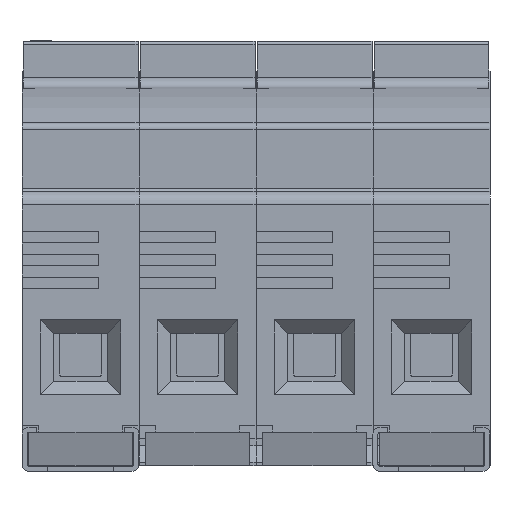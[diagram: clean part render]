
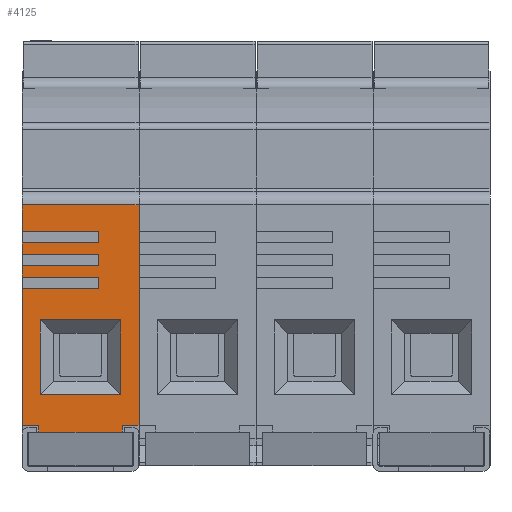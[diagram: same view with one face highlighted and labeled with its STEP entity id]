
A CAD part, front view. The second image highlights one B-rep face of the part: STEP entity #4125.
In plain terms, the highlighted planar face has unit normal (0, -1, 0).
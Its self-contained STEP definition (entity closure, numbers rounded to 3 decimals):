
#171=DIRECTION('',(0.,0.,-1.));
#172=VECTOR('',#171,4.);
#173=CARTESIAN_POINT('',(0.,-58.2,35.));
#174=LINE('',#173,#172);
#192=DIRECTION('',(0.,0.,-1.));
#193=VECTOR('',#192,1.7);
#194=CARTESIAN_POINT('',(0.,-58.2,29.3));
#195=LINE('',#194,#193);
#213=DIRECTION('',(0.,0.,-1.));
#214=VECTOR('',#213,1.7);
#215=CARTESIAN_POINT('',(0.,-58.2,25.9));
#216=LINE('',#215,#214);
#234=DIRECTION('',(0.,0.,-1.));
#235=VECTOR('',#234,20.5);
#236=CARTESIAN_POINT('',(0.,-58.2,22.5));
#237=LINE('',#236,#235);
#1469=DIRECTION('',(1.,0.,0.));
#1470=VECTOR('',#1469,2.5);
#1471=CARTESIAN_POINT('',(0.,-58.2,2.));
#1472=LINE('',#1471,#1470);
#1490=DIRECTION('',(0.,0.,1.));
#1491=VECTOR('',#1490,1.);
#1492=CARTESIAN_POINT('',(2.5,-58.2,1.));
#1493=LINE('',#1492,#1491);
#1497=DIRECTION('',(1.,0.,0.));
#1498=VECTOR('',#1497,11.5);
#1499=CARTESIAN_POINT('',(0.,-58.2,22.5));
#1500=LINE('',#1499,#1498);
#1504=DIRECTION('',(1.,0.,0.));
#1505=VECTOR('',#1504,11.5);
#1506=CARTESIAN_POINT('',(0.,-58.2,25.9));
#1507=LINE('',#1506,#1505);
#1511=DIRECTION('',(1.,0.,0.));
#1512=VECTOR('',#1511,11.5);
#1513=CARTESIAN_POINT('',(0.,-58.2,29.3));
#1514=LINE('',#1513,#1512);
#1518=DIRECTION('',(0.,0.,-1.));
#1519=VECTOR('',#1518,33.);
#1520=CARTESIAN_POINT('',(17.5,-58.2,35.));
#1521=LINE('',#1520,#1519);
#1525=DIRECTION('',(-1.,0.,0.));
#1526=VECTOR('',#1525,2.5);
#1527=CARTESIAN_POINT('',(17.5,-58.2,2.));
#1528=LINE('',#1527,#1526);
#1602=DIRECTION('',(1.,0.,0.));
#1603=VECTOR('',#1602,12.5);
#1604=CARTESIAN_POINT('',(2.5,-58.2,1.));
#1605=LINE('',#1604,#1603);
#1658=DIRECTION('',(0.,0.,1.));
#1659=VECTOR('',#1658,1.);
#1660=CARTESIAN_POINT('',(15.,-58.2,1.));
#1661=LINE('',#1660,#1659);
#1763=DIRECTION('',(1.,0.,0.));
#1764=VECTOR('',#1763,11.5);
#1765=CARTESIAN_POINT('',(0.,-58.2,24.2));
#1766=LINE('',#1765,#1764);
#1777=DIRECTION('',(0.,0.,-1.));
#1778=VECTOR('',#1777,1.7);
#1779=CARTESIAN_POINT('',(11.5,-58.2,24.2));
#1780=LINE('',#1779,#1778);
#1819=DIRECTION('',(1.,0.,0.));
#1820=VECTOR('',#1819,11.5);
#1821=CARTESIAN_POINT('',(0.,-58.2,27.6));
#1822=LINE('',#1821,#1820);
#1833=DIRECTION('',(0.,0.,-1.));
#1834=VECTOR('',#1833,1.7);
#1835=CARTESIAN_POINT('',(11.5,-58.2,27.6));
#1836=LINE('',#1835,#1834);
#1875=DIRECTION('',(1.,0.,0.));
#1876=VECTOR('',#1875,11.5);
#1877=CARTESIAN_POINT('',(0.,-58.2,31.));
#1878=LINE('',#1877,#1876);
#1889=DIRECTION('',(0.,0.,-1.));
#1890=VECTOR('',#1889,1.7);
#1891=CARTESIAN_POINT('',(11.5,-58.2,31.));
#1892=LINE('',#1891,#1890);
#1896=DIRECTION('',(-1.,0.,0.));
#1897=VECTOR('',#1896,17.5);
#1898=CARTESIAN_POINT('',(17.5,-58.2,35.));
#1899=LINE('',#1898,#1897);
#2094=DIRECTION('',(0.,0.,-1.));
#2095=VECTOR('',#2094,11.2);
#2096=CARTESIAN_POINT('',(14.75,-58.2,17.8));
#2097=LINE('',#2096,#2095);
#2192=DIRECTION('',(1.,0.,0.));
#2193=VECTOR('',#2192,12.);
#2194=CARTESIAN_POINT('',(2.75,-58.2,17.8));
#2195=LINE('',#2194,#2193);
#2206=DIRECTION('',(0.,0.,1.));
#2207=VECTOR('',#2206,11.2);
#2208=CARTESIAN_POINT('',(2.75,-58.2,6.6));
#2209=LINE('',#2208,#2207);
#2220=DIRECTION('',(-1.,0.,0.));
#2221=VECTOR('',#2220,12.);
#2222=CARTESIAN_POINT('',(14.75,-58.2,6.6));
#2223=LINE('',#2222,#2221);
#2649=CARTESIAN_POINT('',(0.,-58.2,35.));
#2650=VERTEX_POINT('',#2649);
#2651=CARTESIAN_POINT('',(0.,-58.2,31.));
#2652=VERTEX_POINT('',#2651);
#2657=CARTESIAN_POINT('',(0.,-58.2,29.3));
#2658=VERTEX_POINT('',#2657);
#2659=CARTESIAN_POINT('',(0.,-58.2,27.6));
#2660=VERTEX_POINT('',#2659);
#2665=CARTESIAN_POINT('',(0.,-58.2,25.9));
#2666=VERTEX_POINT('',#2665);
#2667=CARTESIAN_POINT('',(0.,-58.2,24.2));
#2668=VERTEX_POINT('',#2667);
#2673=CARTESIAN_POINT('',(0.,-58.2,22.5));
#2674=VERTEX_POINT('',#2673);
#2675=CARTESIAN_POINT('',(0.,-58.2,2.));
#2676=VERTEX_POINT('',#2675);
#2888=CARTESIAN_POINT('',(17.5,-58.2,2.));
#2889=VERTEX_POINT('',#2888);
#2890=CARTESIAN_POINT('',(17.5,-58.2,35.));
#2891=VERTEX_POINT('',#2890);
#2940=CARTESIAN_POINT('',(2.5,-58.2,2.));
#2941=VERTEX_POINT('',#2940);
#2942=CARTESIAN_POINT('',(2.5,-58.2,1.));
#2943=VERTEX_POINT('',#2942);
#2944=CARTESIAN_POINT('',(11.5,-58.2,22.5));
#2945=VERTEX_POINT('',#2944);
#2946=CARTESIAN_POINT('',(11.5,-58.2,24.2));
#2947=VERTEX_POINT('',#2946);
#2948=CARTESIAN_POINT('',(11.5,-58.2,25.9));
#2949=VERTEX_POINT('',#2948);
#2950=CARTESIAN_POINT('',(11.5,-58.2,27.6));
#2951=VERTEX_POINT('',#2950);
#2952=CARTESIAN_POINT('',(11.5,-58.2,29.3));
#2953=VERTEX_POINT('',#2952);
#2954=CARTESIAN_POINT('',(11.5,-58.2,31.));
#2955=VERTEX_POINT('',#2954);
#2956=CARTESIAN_POINT('',(15.,-58.2,2.));
#2957=VERTEX_POINT('',#2956);
#2958=CARTESIAN_POINT('',(15.,-58.2,1.));
#2959=VERTEX_POINT('',#2958);
#2960=CARTESIAN_POINT('',(14.75,-58.2,17.8));
#2961=CARTESIAN_POINT('',(14.75,-58.2,6.6));
#2962=VERTEX_POINT('',#2960);
#2963=VERTEX_POINT('',#2961);
#2964=CARTESIAN_POINT('',(2.75,-58.2,17.8));
#2965=VERTEX_POINT('',#2964);
#2966=CARTESIAN_POINT('',(2.75,-58.2,6.6));
#2967=VERTEX_POINT('',#2966);
#4074=CARTESIAN_POINT('',(0.,-58.2,37.));
#4075=DIRECTION('',(0.,-1.,0.));
#4076=DIRECTION('',(0.,0.,-1.));
#4077=AXIS2_PLACEMENT_3D('',#4074,#4075,#4076);
#4078=PLANE('',#4077);
#4080=ORIENTED_EDGE('',*,*,#4079,.T.);
#4081=ORIENTED_EDGE('',*,*,#4066,.F.);
#4082=ORIENTED_EDGE('',*,*,#3137,.F.);
#4084=ORIENTED_EDGE('',*,*,#4083,.T.);
#4086=ORIENTED_EDGE('',*,*,#4085,.F.);
#4088=ORIENTED_EDGE('',*,*,#4087,.F.);
#4089=ORIENTED_EDGE('',*,*,#3129,.F.);
#4091=ORIENTED_EDGE('',*,*,#4090,.T.);
#4093=ORIENTED_EDGE('',*,*,#4092,.F.);
#4095=ORIENTED_EDGE('',*,*,#4094,.F.);
#4096=ORIENTED_EDGE('',*,*,#3121,.F.);
#4098=ORIENTED_EDGE('',*,*,#4097,.T.);
#4100=ORIENTED_EDGE('',*,*,#4099,.F.);
#4102=ORIENTED_EDGE('',*,*,#4101,.F.);
#4103=ORIENTED_EDGE('',*,*,#3113,.F.);
#4105=ORIENTED_EDGE('',*,*,#4104,.F.);
#4106=ORIENTED_EDGE('',*,*,#3760,.T.);
#4108=ORIENTED_EDGE('',*,*,#4107,.T.);
#4110=ORIENTED_EDGE('',*,*,#4109,.F.);
#4112=ORIENTED_EDGE('',*,*,#4111,.F.);
#4113=EDGE_LOOP('',(#4080,#4081,#4082,#4084,#4086,#4088,#4089,#4091,#4093,#4095,
#4096,#4098,#4100,#4102,#4103,#4105,#4106,#4108,#4110,#4112));
#4114=FACE_OUTER_BOUND('',#4113,.F.);
#4116=ORIENTED_EDGE('',*,*,#4115,.F.);
#4118=ORIENTED_EDGE('',*,*,#4117,.F.);
#4120=ORIENTED_EDGE('',*,*,#4119,.F.);
#4122=ORIENTED_EDGE('',*,*,#4121,.F.);
#4123=EDGE_LOOP('',(#4116,#4118,#4120,#4122));
#4124=FACE_BOUND('',#4123,.F.);
#3113=EDGE_CURVE('',#2650,#2652,#174,.T.);
#3121=EDGE_CURVE('',#2658,#2660,#195,.T.);
#3129=EDGE_CURVE('',#2666,#2668,#216,.T.);
#3137=EDGE_CURVE('',#2674,#2676,#237,.T.);
#3760=EDGE_CURVE('',#2891,#2889,#1521,.T.);
#4066=EDGE_CURVE('',#2676,#2941,#1472,.T.);
#4079=EDGE_CURVE('',#2943,#2941,#1493,.T.);
#4083=EDGE_CURVE('',#2674,#2945,#1500,.T.);
#4085=EDGE_CURVE('',#2947,#2945,#1780,.T.);
#4087=EDGE_CURVE('',#2668,#2947,#1766,.T.);
#4090=EDGE_CURVE('',#2666,#2949,#1507,.T.);
#4092=EDGE_CURVE('',#2951,#2949,#1836,.T.);
#4094=EDGE_CURVE('',#2660,#2951,#1822,.T.);
#4097=EDGE_CURVE('',#2658,#2953,#1514,.T.);
#4099=EDGE_CURVE('',#2955,#2953,#1892,.T.);
#4101=EDGE_CURVE('',#2652,#2955,#1878,.T.);
#4104=EDGE_CURVE('',#2891,#2650,#1899,.T.);
#4107=EDGE_CURVE('',#2889,#2957,#1528,.T.);
#4109=EDGE_CURVE('',#2959,#2957,#1661,.T.);
#4111=EDGE_CURVE('',#2943,#2959,#1605,.T.);
#4115=EDGE_CURVE('',#2962,#2963,#2097,.T.);
#4117=EDGE_CURVE('',#2965,#2962,#2195,.T.);
#4119=EDGE_CURVE('',#2967,#2965,#2209,.T.);
#4121=EDGE_CURVE('',#2963,#2967,#2223,.T.);
#4125=ADVANCED_FACE('',(#4114,#4124),#4078,.T.);
